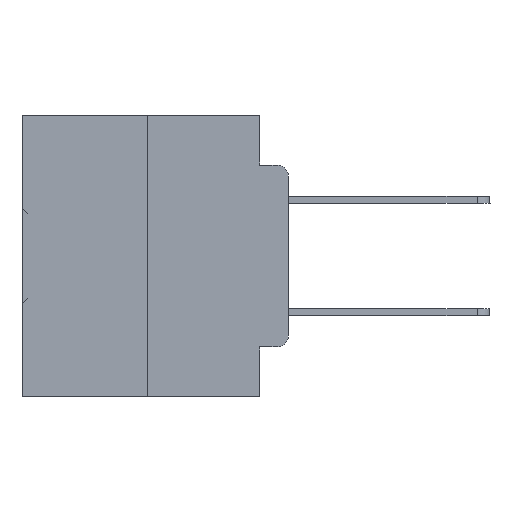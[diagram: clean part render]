
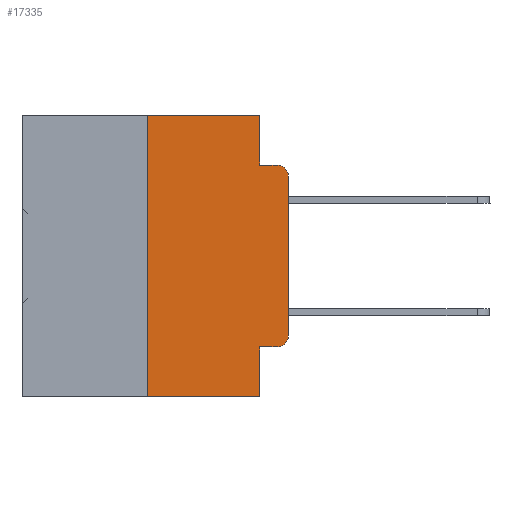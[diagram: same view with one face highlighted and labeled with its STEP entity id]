
A CAD part, left-side view. The second image highlights one B-rep face of the part: STEP entity #17335.
In plain terms, the highlighted planar face has unit normal (-1, 0, 0).
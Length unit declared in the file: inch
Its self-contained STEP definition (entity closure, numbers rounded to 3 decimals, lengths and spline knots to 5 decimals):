
#437 = CARTESIAN_POINT ( 'NONE',  ( 0., 0.25, 0. ) ) ;
#718 = AXIS2_PLACEMENT_3D ( 'NONE', #2492, #22927, #26219 ) ;
#823 = ORIENTED_EDGE ( 'NONE', *, *, #34009, .F. ) ;
#931 = VERTEX_POINT ( 'NONE', #34948 ) ;
#1233 = LINE ( 'NONE', #15895, #17590 ) ;
#1353 = VERTEX_POINT ( 'NONE', #22936 ) ;
#1628 = DIRECTION ( 'NONE',  ( 0., -1., 0. ) ) ;
#2492 = CARTESIAN_POINT ( 'NONE',  ( 0., 0.02, -0.3915 ) ) ;
#3011 = AXIS2_PLACEMENT_3D ( 'NONE', #37415, #10988, #35081 ) ;
#3313 = VECTOR ( 'NONE', #29409, 39.37008 ) ;
#3871 = DIRECTION ( 'NONE',  ( 0., 0., 1. ) ) ;
#4017 = ORIENTED_EDGE ( 'NONE', *, *, #8802, .F. ) ;
#4651 = VECTOR ( 'NONE', #6161, 39.37008 ) ;
#4689 = EDGE_LOOP ( 'NONE', ( #7403, #14462, #823, #4017, #12384, #6236, #20730, #12009, #30572, #25673 ) ) ;
#4907 = CARTESIAN_POINT ( 'NONE',  ( 0., 0.02, -0.4115 ) ) ;
#5516 = AXIS2_PLACEMENT_3D ( 'NONE', #29582, #8958, #17809 ) ;
#6161 = DIRECTION ( 'NONE',  ( 0., -1., 0. ) ) ;
#6236 = ORIENTED_EDGE ( 'NONE', *, *, #20571, .F. ) ;
#7403 = ORIENTED_EDGE ( 'NONE', *, *, #24118, .T. ) ;
#8023 = VECTOR ( 'NONE', #27975, 39.37008 ) ;
#8167 = CARTESIAN_POINT ( 'NONE',  ( 0., 0.473, 0. ) ) ;
#8802 = EDGE_CURVE ( 'NONE', #32740, #21997, #21996, .T. ) ;
#8958 = DIRECTION ( 'NONE',  ( -1., 0., 0. ) ) ;
#9387 = VERTEX_POINT ( 'NONE', #38067 ) ;
#9428 = VERTEX_POINT ( 'NONE', #437 ) ;
#10216 = EDGE_CURVE ( 'NONE', #19461, #28991, #12410, .T. ) ;
#10988 = DIRECTION ( 'NONE',  ( 1., 0., 0. ) ) ;
#11561 = FACE_OUTER_BOUND ( 'NONE', #4689, .T. ) ;
#11569 = LINE ( 'NONE', #35095, #4651 ) ;
#12009 = ORIENTED_EDGE ( 'NONE', *, *, #16315, .F. ) ;
#12384 = ORIENTED_EDGE ( 'NONE', *, *, #28608, .F. ) ;
#12410 = CIRCLE ( 'NONE', #718, 0.02 ) ;
#13415 = LINE ( 'NONE', #22097, #23755 ) ;
#13599 = DIRECTION ( 'NONE',  ( 0., 0., -1. ) ) ;
#14462 = ORIENTED_EDGE ( 'NONE', *, *, #17754, .T. ) ;
#14579 = VERTEX_POINT ( 'NONE', #25233 ) ;
#15380 = VECTOR ( 'NONE', #24579, 39.37008 ) ;
#15815 = LINE ( 'NONE', #33168, #33602 ) ;
#15895 = CARTESIAN_POINT ( 'NONE',  ( 0., 0.051, -0.4115 ) ) ;
#15998 = CARTESIAN_POINT ( 'NONE',  ( 0., 0.051, 0. ) ) ;
#16315 = EDGE_CURVE ( 'NONE', #9387, #14579, #13415, .T. ) ;
#17335 = ADVANCED_FACE ( 'NONE', ( #11561 ), #23315, .F. ) ;
#17590 = VECTOR ( 'NONE', #33472, 39.37008 ) ;
#17754 = EDGE_CURVE ( 'NONE', #931, #1353, #33205, .T. ) ;
#17809 = DIRECTION ( 'NONE',  ( 0., 0., -1. ) ) ;
#18283 = CARTESIAN_POINT ( 'NONE',  ( 0., 0.051, -0.0885 ) ) ;
#18340 = CARTESIAN_POINT ( 'NONE',  ( 0., 0., -0.3915 ) ) ;
#19357 = VECTOR ( 'NONE', #1628, 39.37008 ) ;
#19416 = CARTESIAN_POINT ( 'NONE',  ( 0., 0.051, 0. ) ) ;
#19461 = VERTEX_POINT ( 'NONE', #4907 ) ;
#20571 = EDGE_CURVE ( 'NONE', #35582, #9428, #21906, .T. ) ;
#20730 = ORIENTED_EDGE ( 'NONE', *, *, #28374, .T. ) ;
#21906 = LINE ( 'NONE', #33087, #15380 ) ;
#21996 = LINE ( 'NONE', #15998, #8023 ) ;
#21997 = VERTEX_POINT ( 'NONE', #18283 ) ;
#22097 = CARTESIAN_POINT ( 'NONE',  ( 0., 0.051, 0. ) ) ;
#22927 = DIRECTION ( 'NONE',  ( -1., 0., 0. ) ) ;
#22936 = CARTESIAN_POINT ( 'NONE',  ( 0., 0.02, -0.0885 ) ) ;
#23315 = PLANE ( 'NONE',  #3011 ) ;
#23755 = VECTOR ( 'NONE', #13599, 39.37008 ) ;
#24118 = EDGE_CURVE ( 'NONE', #28991, #931, #15815, .T. ) ;
#24579 = DIRECTION ( 'NONE',  ( 0., 0., 1. ) ) ;
#25233 = CARTESIAN_POINT ( 'NONE',  ( 0., 0.051, -0.5 ) ) ;
#25673 = ORIENTED_EDGE ( 'NONE', *, *, #10216, .T. ) ;
#25712 = LINE ( 'NONE', #8167, #19357 ) ;
#26219 = DIRECTION ( 'NONE',  ( 0., 0., -1. ) ) ;
#27975 = DIRECTION ( 'NONE',  ( 0., 0., -1. ) ) ;
#28374 = EDGE_CURVE ( 'NONE', #35582, #14579, #37706, .T. ) ;
#28608 = EDGE_CURVE ( 'NONE', #9428, #32740, #25712, .T. ) ;
#28991 = VERTEX_POINT ( 'NONE', #18340 ) ;
#29409 = DIRECTION ( 'NONE',  ( 0., -1., 0. ) ) ;
#29582 = CARTESIAN_POINT ( 'NONE',  ( 0., 0.02, -0.1085 ) ) ;
#30572 = ORIENTED_EDGE ( 'NONE', *, *, #34514, .T. ) ;
#31404 = CARTESIAN_POINT ( 'NONE',  ( 0., 0.25, -0.5 ) ) ;
#32740 = VERTEX_POINT ( 'NONE', #19416 ) ;
#33087 = CARTESIAN_POINT ( 'NONE',  ( 0., 0.25, 0. ) ) ;
#33168 = CARTESIAN_POINT ( 'NONE',  ( 0., 0., 0. ) ) ;
#33205 = CIRCLE ( 'NONE', #5516, 0.02 ) ;
#33472 = DIRECTION ( 'NONE',  ( 0., -1., 0. ) ) ;
#33602 = VECTOR ( 'NONE', #3871, 39.37008 ) ;
#34009 = EDGE_CURVE ( 'NONE', #21997, #1353, #11569, .T. ) ;
#34514 = EDGE_CURVE ( 'NONE', #9387, #19461, #1233, .T. ) ;
#34948 = CARTESIAN_POINT ( 'NONE',  ( 0., 0., -0.1085 ) ) ;
#35081 = DIRECTION ( 'NONE',  ( 0., 0., -1. ) ) ;
#35095 = CARTESIAN_POINT ( 'NONE',  ( 0., 0.051, -0.0885 ) ) ;
#35582 = VERTEX_POINT ( 'NONE', #31404 ) ;
#37415 = CARTESIAN_POINT ( 'NONE',  ( 0., 0.473, 0. ) ) ;
#37706 = LINE ( 'NONE', #37911, #3313 ) ;
#37911 = CARTESIAN_POINT ( 'NONE',  ( 0., 0.473, -0.5 ) ) ;
#38067 = CARTESIAN_POINT ( 'NONE',  ( 0., 0.051, -0.4115 ) ) ;
